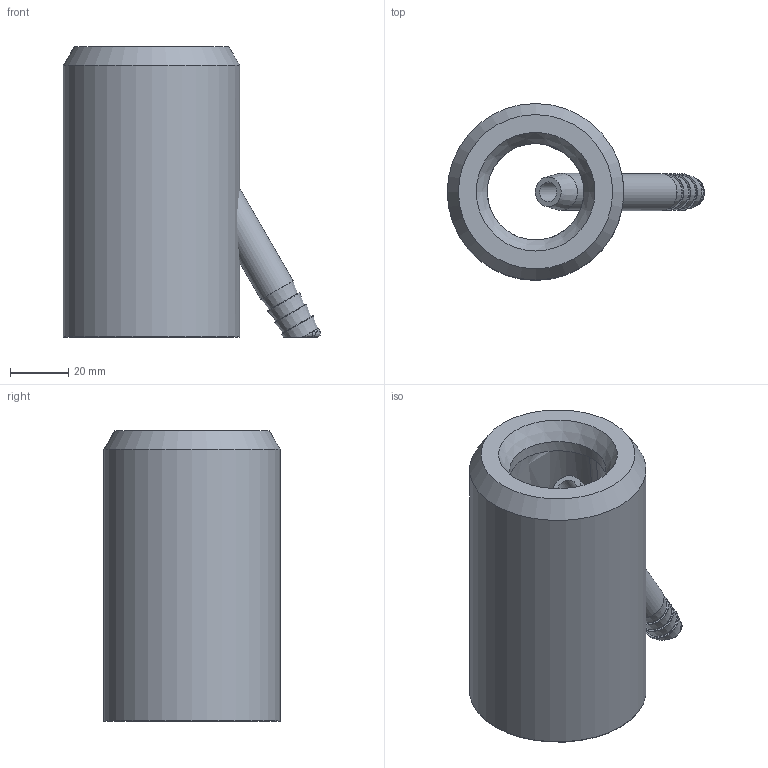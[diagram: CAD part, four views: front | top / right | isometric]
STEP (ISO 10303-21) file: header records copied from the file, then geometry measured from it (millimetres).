
FILE_DESCRIPTION(/* description */ (''),/* implementation_level */ '2;1');
FILE_NAME(/* name */ 'Venturi for Sump Pump 1.5-in NPTF to 0.5-in Barb for Air v1.step',/* time_stamp */ '2025-06-11T13:53:49-07:00',/* author */ (''),/* organization */ (''),/* preprocessor_version */ 'ST-DEVELOPER v20.1',/* originating_system */ 'Autodesk Translation Framework v14.10.0.0',/* authorisation */ '');
FILE_SCHEMA (('AUTOMOTIVE_DESIGN { 1 0 10303 214 3 1 1 }'));
Length unit declared in the file: inch
Products named in the file (3): Venturi for Sump Pump 1.5-in NPTF to 0.5-in Barb for Air; 5218K706_Plastic Barbed Hose Fitting; 51205K186_Extreme-Pressure 316 Stainless Steel Pipe Fitting
Assembly tree (2 placements, depth 2):
  Venturi for Sump Pump 1.5-in NPTF to 0.5-in Barb for Air
    5218K706_Plastic Barbed Hose Fitting
    51205K186_Extreme-Pressure 316 Stainless Steel Pipe Fitting
Bounding box: 88.14 x 60.45 x 99.44 mm (x, y, z)
Volume: 163908.5 mm3; surface area: 41644.4 mm2
Topology: 2 solids, 2 shells, 53 faces, 129 edges, 82 vertices
Faces by surface type: cone 16, bspline 14, torus 10, plane 8, cylinder 5
Full cylindrical faces by diameter (mm): 6.744 x1, 12.7 x1, 33.02 x1, 60.452 x1
Entity records: 7306 total; most frequent: CARTESIAN_POINT 6058, ORIENTED_EDGE 258, DIRECTION 220, EDGE_CURVE 129, AXIS2_PLACEMENT_3D 97, VERTEX_POINT 82, EDGE_LOOP 61, FACE_OUTER_BOUND 53
